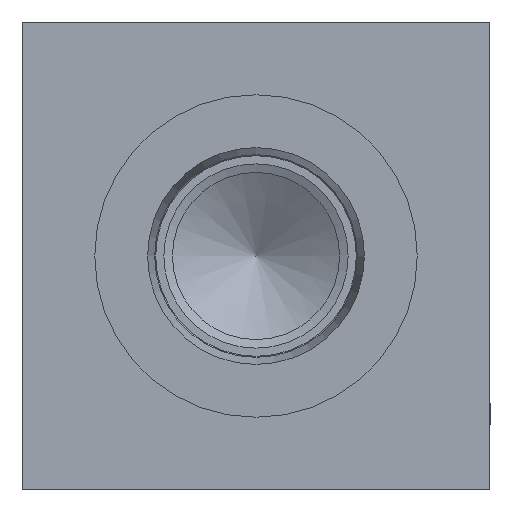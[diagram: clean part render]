
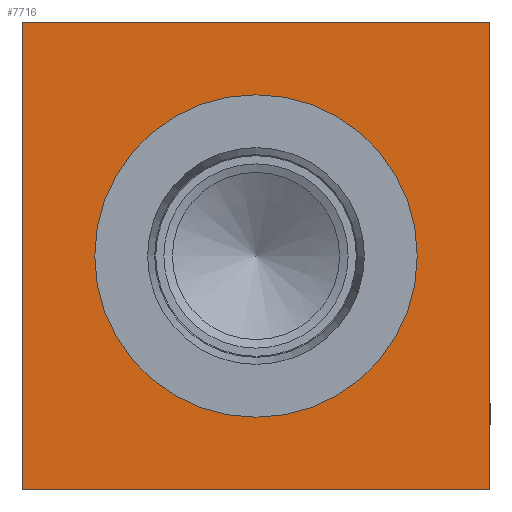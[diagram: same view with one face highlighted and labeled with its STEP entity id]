
A CAD part, left-side view. The second image highlights one B-rep face of the part: STEP entity #7716.
In plain terms, the highlighted planar face has unit normal (-1, 0, 0).
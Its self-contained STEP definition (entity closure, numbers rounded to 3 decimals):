
#203=CIRCLE('',#8128,15.316);
#204=CIRCLE('',#8129,15.316);
#257=FACE_BOUND('',#1474,.T.);
#1033=FACE_OUTER_BOUND('',#1473,.T.);
#1473=EDGE_LOOP('',(#6766,#6767,#6768,#6769));
#1474=EDGE_LOOP('',(#6770,#6771));
#1737=LINE('',#12088,#2421);
#2165=LINE('',#13482,#2849);
#2166=LINE('',#13483,#2850);
#2167=LINE('',#13484,#2851);
#2421=VECTOR('',#8508,10.);
#2849=VECTOR('',#9640,10.);
#2850=VECTOR('',#9641,10.);
#2851=VECTOR('',#9642,10.);
#3171=VERTEX_POINT('',#12081);
#3174=VERTEX_POINT('',#12086);
#3563=VERTEX_POINT('',#13451);
#3564=VERTEX_POINT('',#13452);
#3573=VERTEX_POINT('',#13480);
#3574=VERTEX_POINT('',#13481);
#4051=EDGE_CURVE('',#3174,#3171,#1737,.T.);
#4631=EDGE_CURVE('',#3563,#3564,#203,.T.);
#4632=EDGE_CURVE('',#3564,#3563,#204,.T.);
#4645=EDGE_CURVE('',#3573,#3574,#2165,.T.);
#4646=EDGE_CURVE('',#3574,#3171,#2166,.T.);
#4647=EDGE_CURVE('',#3573,#3174,#2167,.T.);
#6766=ORIENTED_EDGE('',*,*,#4645,.T.);
#6767=ORIENTED_EDGE('',*,*,#4646,.T.);
#6768=ORIENTED_EDGE('',*,*,#4051,.F.);
#6769=ORIENTED_EDGE('',*,*,#4647,.F.);
#6770=ORIENTED_EDGE('',*,*,#4631,.T.);
#6771=ORIENTED_EDGE('',*,*,#4632,.T.);
#7012=PLANE('',#8142);
#7716=ADVANCED_FACE('',(#1033,#257),#7012,.T.);
#8128=AXIS2_PLACEMENT_3D('',#13453,#9606,#9607);
#8129=AXIS2_PLACEMENT_3D('',#13454,#9608,#9609);
#8142=AXIS2_PLACEMENT_3D('',#13479,#9638,#9639);
#8508=DIRECTION('',(0.,-1.,0.));
#9606=DIRECTION('center_axis',(1.,0.,0.));
#9607=DIRECTION('ref_axis',(0.,0.,1.));
#9608=DIRECTION('center_axis',(1.,0.,0.));
#9609=DIRECTION('ref_axis',(0.,0.,1.));
#9638=DIRECTION('center_axis',(-1.,0.,0.));
#9639=DIRECTION('ref_axis',(0.,-1.,0.));
#9640=DIRECTION('',(0.,-1.,0.));
#9641=DIRECTION('',(0.,0.,1.));
#9642=DIRECTION('',(0.,0.,1.));
#12081=CARTESIAN_POINT('',(0.,0.,44.45));
#12086=CARTESIAN_POINT('',(0.,44.45,44.45));
#12088=CARTESIAN_POINT('',(0.,44.45,44.45));
#13451=CARTESIAN_POINT('',(0.,22.225,37.541));
#13452=CARTESIAN_POINT('',(0.,22.225,6.909));
#13453=CARTESIAN_POINT('Origin',(0.,22.225,22.225));
#13454=CARTESIAN_POINT('Origin',(0.,22.225,22.225));
#13479=CARTESIAN_POINT('Origin',(0.,44.45,0.));
#13480=CARTESIAN_POINT('',(0.,44.45,0.));
#13481=CARTESIAN_POINT('',(0.,0.,0.));
#13482=CARTESIAN_POINT('',(0.,44.45,0.));
#13483=CARTESIAN_POINT('',(0.,0.,0.));
#13484=CARTESIAN_POINT('',(0.,44.45,0.));
